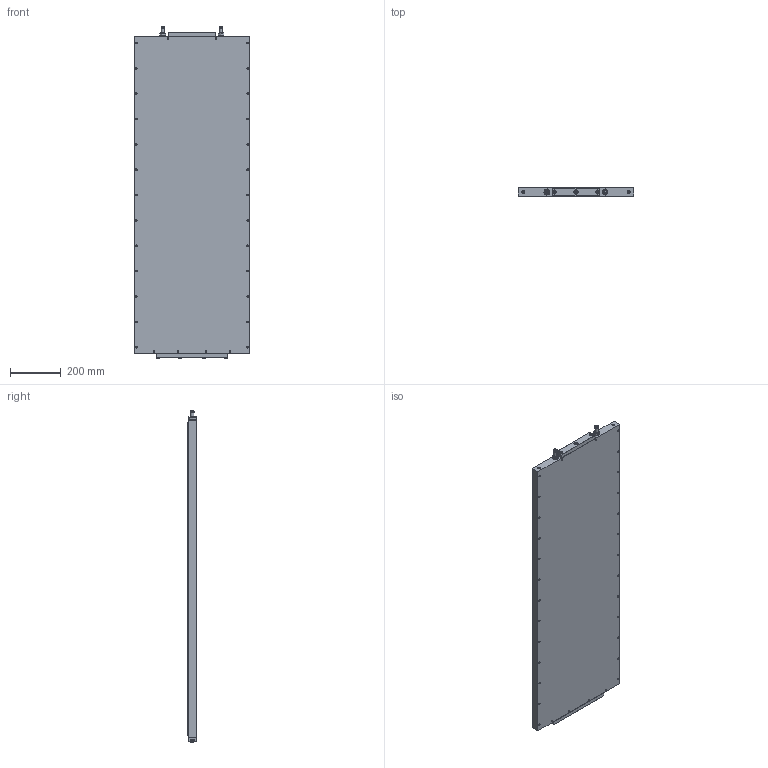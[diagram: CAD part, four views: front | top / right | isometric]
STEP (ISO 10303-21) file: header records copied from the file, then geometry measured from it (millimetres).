
FILE_DESCRIPTION (( 'STEP AP214' ), '1' );
FILE_NAME ('12H6TFW-1200.STEP', '2010-12-08T13:25:43', ( 'KEB' ), ( 'Karl E. Brinkmann GmbH' ), 'SwSTEP 2.0', 'SolidWorks 2007', '' );
FILE_SCHEMA (( 'AUTOMOTIVE_DESIGN' ));
Length unit declared in the file: millimetre
Products named in the file (8): Leiste_Standard; K黨lk鰎per 1200mm_Standard; 12H6TFW-1200; Leiste-kurz_Standard; Scheibe_M 8; Dichtung 1200er_Einbaulage; Verschraubung_Standard; Zyl. Schraube_M 8 x 25
Assembly tree (20 placements, depth 2):
  12H6TFW-1200
    Scheibe_M 8  x7
    Zyl. Schraube_M 8 x 25  x7
    Dichtung 1200er_Einbaulage
    Verschraubung_Standard  x2
    Leiste-kurz_Standard
    Leiste_Standard
    K黨lk鰎per 1200mm_Standard
Bounding box: 457 x 34 x 1309.67 mm (x, y, z)
Volume: 18508933.8 mm3; surface area: 1446344.3 mm2
Topology: 22 solids, 22 shells, 1088 faces, 2428 edges, 1361 vertices
Faces by surface type: cylinder 372, cone 342, plane 250, torus 124
Entity records: 25668 total; most frequent: DIRECTION 4333, CARTESIAN_POINT 3750, ORIENTED_EDGE 3564, EDGE_CURVE 1782, AXIS2_PLACEMENT_3D 1735, VERTEX_POINT 1048, EDGE_LOOP 962, CIRCLE 899
